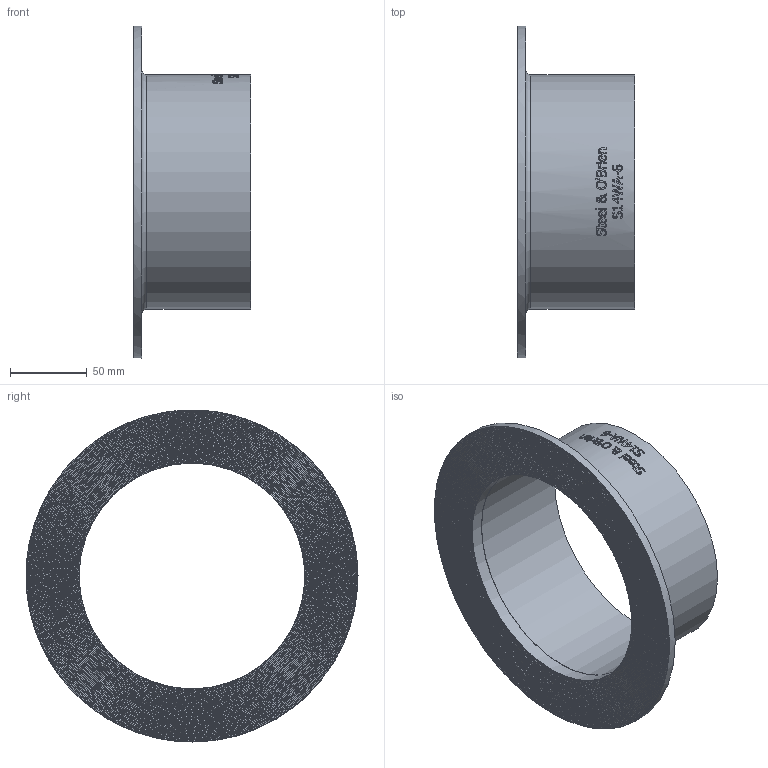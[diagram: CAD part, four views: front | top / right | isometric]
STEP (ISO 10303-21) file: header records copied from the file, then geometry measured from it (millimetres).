
FILE_DESCRIPTION(/* description */ (''),/* implementation_level */ '2;1');
FILE_NAME(/* name */ 'S14WA-6.stp',/* time_stamp */ '2018-11-26T12:34:39-05:00',/* author */ ('rick'),/* organization */ (''),/* preprocessor_version */ 'ST-DEVELOPER v15.2',/* originating_system */ 'Autodesk Inventor 2014',/* authorisation */ '');
FILE_SCHEMA (('AUTOMOTIVE_DESIGN { 1 0 10303 214 3 1 1 }'));
Length unit declared in the file: inch
Products named in the file (1): S14WA-6
Bounding box: 76.2 x 215.9 x 215.9 mm (x, y, z)
Volume: 928365 mm3; surface area: 152317.6 mm2
Topology: 1 solids, 1 shells, 339 faces, 907 edges, 604 vertices
Faces by surface type: bspline 156, plane 143, cylinder 36, torus 4
Full cylindrical faces by diameter (mm): 146.863 x2, 152.4 x1, 215.9 x1
Entity records: 21484 total; most frequent: CARTESIAN_POINT 13855, ORIENTED_EDGE 1796, DIRECTION 1137, EDGE_CURVE 898, VERTEX_POINT 602, LINE 395, VECTOR 395, EDGE_LOOP 382
